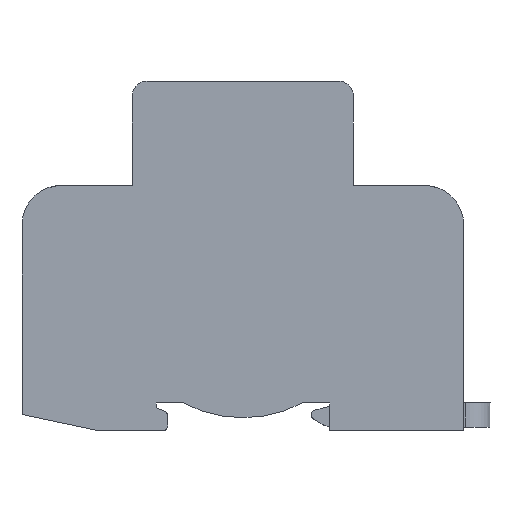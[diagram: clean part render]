
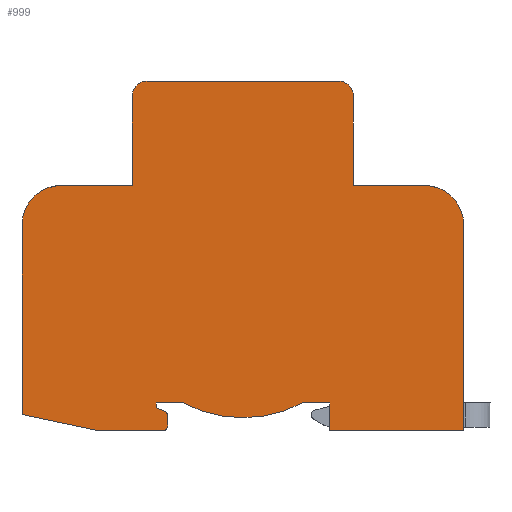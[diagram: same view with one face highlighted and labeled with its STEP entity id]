
A CAD part, left-side view. The second image highlights one B-rep face of the part: STEP entity #999.
In plain terms, the highlighted planar face has unit normal (-1, 0, 0).
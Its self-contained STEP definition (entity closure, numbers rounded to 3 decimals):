
#827=AXIS2_PLACEMENT_3D('Plane Axis2P3D',#824,#825,#826) ;
#840=AXIS2_PLACEMENT_3D('Circle Axis2P3D',#838,#839,$) ;
#861=AXIS2_PLACEMENT_3D('Circle Axis2P3D',#859,#860,$) ;
#875=AXIS2_PLACEMENT_3D('Circle Axis2P3D',#873,#874,$) ;
#896=AXIS2_PLACEMENT_3D('Circle Axis2P3D',#894,#895,$) ;
#924=AXIS2_PLACEMENT_3D('Circle Axis2P3D',#922,#923,$) ;
#938=AXIS2_PLACEMENT_3D('Circle Axis2P3D',#936,#937,$) ;
#966=AXIS2_PLACEMENT_3D('Circle Axis2P3D',#964,#965,$) ;
#289=CARTESIAN_POINT('Vertex',(0.,32.7,5.7)) ;
#292=CARTESIAN_POINT('Line Origine',(0.,35.463,5.7)) ;
#296=CARTESIAN_POINT('Vertex',(0.,38.226,5.7)) ;
#808=CARTESIAN_POINT('Vertex',(0.,32.7,0.)) ;
#811=CARTESIAN_POINT('Line Origine',(0.,32.7,2.85)) ;
#824=CARTESIAN_POINT('Axis2P3D Location',(0.,50.35,0.)) ;
#829=CARTESIAN_POINT('Line Origine',(0.,5.35,21.)) ;
#833=CARTESIAN_POINT('Vertex',(0.,5.35,0.)) ;
#835=CARTESIAN_POINT('Vertex',(0.,5.35,42.)) ;
#838=CARTESIAN_POINT('Axis2P3D Location',(0.,13.35,42.)) ;
#842=CARTESIAN_POINT('Vertex',(0.,13.35,50.)) ;
#845=CARTESIAN_POINT('Line Origine',(0.,20.6,50.)) ;
#849=CARTESIAN_POINT('Vertex',(0.,27.85,50.)) ;
#852=CARTESIAN_POINT('Line Origine',(0.,27.85,59.144)) ;
#856=CARTESIAN_POINT('Vertex',(0.,27.85,68.287)) ;
#859=CARTESIAN_POINT('Axis2P3D Location',(0.,30.85,68.287)) ;
#863=CARTESIAN_POINT('Vertex',(0.,30.85,71.287)) ;
#866=CARTESIAN_POINT('Line Origine',(0.,50.35,71.287)) ;
#870=CARTESIAN_POINT('Vertex',(0.,69.85,71.287)) ;
#873=CARTESIAN_POINT('Axis2P3D Location',(0.,69.85,68.287)) ;
#877=CARTESIAN_POINT('Vertex',(0.,72.85,68.287)) ;
#880=CARTESIAN_POINT('Line Origine',(0.,72.85,59.144)) ;
#884=CARTESIAN_POINT('Vertex',(0.,72.85,50.)) ;
#887=CARTESIAN_POINT('Line Origine',(0.,80.1,50.)) ;
#891=CARTESIAN_POINT('Vertex',(0.,87.35,50.)) ;
#894=CARTESIAN_POINT('Axis2P3D Location',(0.,87.35,42.)) ;
#898=CARTESIAN_POINT('Vertex',(0.,95.35,42.)) ;
#901=CARTESIAN_POINT('Line Origine',(0.,95.35,22.669)) ;
#905=CARTESIAN_POINT('Vertex',(0.,95.35,3.337)) ;
#908=CARTESIAN_POINT('Line Origine',(0.,87.5,1.669)) ;
#912=CARTESIAN_POINT('Vertex',(0.,79.65,0.)) ;
#915=CARTESIAN_POINT('Line Origine',(0.,73.175,0.)) ;
#919=CARTESIAN_POINT('Vertex',(0.,66.7,0.)) ;
#922=CARTESIAN_POINT('Axis2P3D Location',(0.,66.7,1.)) ;
#926=CARTESIAN_POINT('Vertex',(0.,65.7,1.)) ;
#929=CARTESIAN_POINT('Line Origine',(0.,65.7,2.059)) ;
#933=CARTESIAN_POINT('Vertex',(0.,65.7,3.117)) ;
#936=CARTESIAN_POINT('Axis2P3D Location',(0.,66.7,3.117)) ;
#940=CARTESIAN_POINT('Vertex',(0.,66.336,4.049)) ;
#943=CARTESIAN_POINT('Line Origine',(0.,67.168,4.374)) ;
#947=CARTESIAN_POINT('Vertex',(0.,68.,4.7)) ;
#950=CARTESIAN_POINT('Line Origine',(0.,68.,5.2)) ;
#954=CARTESIAN_POINT('Vertex',(0.,68.,5.7)) ;
#957=CARTESIAN_POINT('Line Origine',(0.,65.237,5.7)) ;
#961=CARTESIAN_POINT('Vertex',(0.,62.474,5.7)) ;
#964=CARTESIAN_POINT('Axis2P3D Location',(0.,50.35,28.7)) ;
#969=CARTESIAN_POINT('Line Origine',(0.,19.025,0.)) ;
#293=DIRECTION('Vector Direction',(0.,1.,0.)) ;
#812=DIRECTION('Vector Direction',(0.,0.,-1.)) ;
#825=DIRECTION('Axis2P3D Direction',(-1.,0.,0.)) ;
#826=DIRECTION('Axis2P3D XDirection',(0.,-1.,0.)) ;
#830=DIRECTION('Vector Direction',(0.,0.,1.)) ;
#839=DIRECTION('Axis2P3D Direction',(-1.,0.,0.)) ;
#846=DIRECTION('Vector Direction',(0.,1.,0.)) ;
#853=DIRECTION('Vector Direction',(0.,0.,1.)) ;
#860=DIRECTION('Axis2P3D Direction',(-1.,0.,0.)) ;
#867=DIRECTION('Vector Direction',(0.,1.,0.)) ;
#874=DIRECTION('Axis2P3D Direction',(-1.,0.,0.)) ;
#881=DIRECTION('Vector Direction',(0.,0.,1.)) ;
#888=DIRECTION('Vector Direction',(0.,1.,0.)) ;
#895=DIRECTION('Axis2P3D Direction',(-1.,0.,0.)) ;
#902=DIRECTION('Vector Direction',(0.,0.,-1.)) ;
#909=DIRECTION('Vector Direction',(0.,-0.978,-0.208)) ;
#916=DIRECTION('Vector Direction',(0.,1.,0.)) ;
#923=DIRECTION('Axis2P3D Direction',(-1.,0.,0.)) ;
#930=DIRECTION('Vector Direction',(0.,0.,-1.)) ;
#937=DIRECTION('Axis2P3D Direction',(-1.,0.,0.)) ;
#944=DIRECTION('Vector Direction',(0.,-0.931,-0.364)) ;
#951=DIRECTION('Vector Direction',(0.,0.,1.)) ;
#958=DIRECTION('Vector Direction',(0.,1.,0.)) ;
#965=DIRECTION('Axis2P3D Direction',(-1.,0.,0.)) ;
#970=DIRECTION('Vector Direction',(0.,1.,0.)) ;
#294=VECTOR('Line Direction',#293,1.) ;
#813=VECTOR('Line Direction',#812,1.) ;
#831=VECTOR('Line Direction',#830,1.) ;
#847=VECTOR('Line Direction',#846,1.) ;
#854=VECTOR('Line Direction',#853,1.) ;
#868=VECTOR('Line Direction',#867,1.) ;
#882=VECTOR('Line Direction',#881,1.) ;
#889=VECTOR('Line Direction',#888,1.) ;
#903=VECTOR('Line Direction',#902,1.) ;
#910=VECTOR('Line Direction',#909,1.) ;
#917=VECTOR('Line Direction',#916,1.) ;
#931=VECTOR('Line Direction',#930,1.) ;
#945=VECTOR('Line Direction',#944,1.) ;
#952=VECTOR('Line Direction',#951,1.) ;
#959=VECTOR('Line Direction',#958,1.) ;
#971=VECTOR('Line Direction',#970,1.) ;
#975=ORIENTED_EDGE('',*,*,#837,.T.) ;
#976=ORIENTED_EDGE('',*,*,#844,.T.) ;
#977=ORIENTED_EDGE('',*,*,#851,.T.) ;
#978=ORIENTED_EDGE('',*,*,#858,.T.) ;
#979=ORIENTED_EDGE('',*,*,#865,.T.) ;
#980=ORIENTED_EDGE('',*,*,#872,.T.) ;
#981=ORIENTED_EDGE('',*,*,#879,.T.) ;
#982=ORIENTED_EDGE('',*,*,#886,.F.) ;
#983=ORIENTED_EDGE('',*,*,#893,.T.) ;
#984=ORIENTED_EDGE('',*,*,#900,.F.) ;
#985=ORIENTED_EDGE('',*,*,#907,.T.) ;
#986=ORIENTED_EDGE('',*,*,#914,.T.) ;
#987=ORIENTED_EDGE('',*,*,#921,.F.) ;
#988=ORIENTED_EDGE('',*,*,#928,.T.) ;
#989=ORIENTED_EDGE('',*,*,#935,.T.) ;
#990=ORIENTED_EDGE('',*,*,#942,.T.) ;
#991=ORIENTED_EDGE('',*,*,#949,.F.) ;
#992=ORIENTED_EDGE('',*,*,#956,.T.) ;
#993=ORIENTED_EDGE('',*,*,#963,.T.) ;
#994=ORIENTED_EDGE('',*,*,#968,.T.) ;
#995=ORIENTED_EDGE('',*,*,#298,.T.) ;
#996=ORIENTED_EDGE('',*,*,#815,.T.) ;
#997=ORIENTED_EDGE('',*,*,#973,.T.) ;
#999=ADVANCED_FACE('\X2\00DC\X0\BERSPANNUNGSSCHUTZ',(#998),#828,.T.) ;
#841=CIRCLE('generated circle',#840,8.) ;
#862=CIRCLE('generated circle',#861,3.) ;
#876=CIRCLE('generated circle',#875,3.) ;
#897=CIRCLE('generated circle',#896,8.) ;
#925=CIRCLE('generated circle',#924,1.) ;
#939=CIRCLE('generated circle',#938,1.) ;
#967=CIRCLE('generated circle',#966,26.) ;
#298=EDGE_CURVE('',#297,#290,#295,.F.) ;
#815=EDGE_CURVE('',#290,#809,#814,.T.) ;
#837=EDGE_CURVE('',#834,#836,#832,.T.) ;
#844=EDGE_CURVE('',#836,#843,#841,.T.) ;
#851=EDGE_CURVE('',#843,#850,#848,.T.) ;
#858=EDGE_CURVE('',#850,#857,#855,.T.) ;
#865=EDGE_CURVE('',#857,#864,#862,.T.) ;
#872=EDGE_CURVE('',#864,#871,#869,.T.) ;
#879=EDGE_CURVE('',#871,#878,#876,.T.) ;
#886=EDGE_CURVE('',#885,#878,#883,.T.) ;
#893=EDGE_CURVE('',#885,#892,#890,.T.) ;
#900=EDGE_CURVE('',#899,#892,#897,.F.) ;
#907=EDGE_CURVE('',#899,#906,#904,.T.) ;
#914=EDGE_CURVE('',#906,#913,#911,.T.) ;
#921=EDGE_CURVE('',#920,#913,#918,.T.) ;
#928=EDGE_CURVE('',#920,#927,#925,.T.) ;
#935=EDGE_CURVE('',#927,#934,#932,.F.) ;
#942=EDGE_CURVE('',#934,#941,#939,.T.) ;
#949=EDGE_CURVE('',#948,#941,#946,.T.) ;
#956=EDGE_CURVE('',#948,#955,#953,.T.) ;
#963=EDGE_CURVE('',#955,#962,#960,.F.) ;
#968=EDGE_CURVE('',#962,#297,#967,.T.) ;
#973=EDGE_CURVE('',#809,#834,#972,.F.) ;
#974=EDGE_LOOP('',(#975,#976,#977,#978,#979,#980,#981,#982,#983,#984,#985,#986,#987,#988,#989,#990,#991,#992,#993,#994,#995,#996,#997)) ;
#998=FACE_OUTER_BOUND('',#974,.T.) ;
#295=LINE('Line',#292,#294) ;
#814=LINE('Line',#811,#813) ;
#832=LINE('Line',#829,#831) ;
#848=LINE('Line',#845,#847) ;
#855=LINE('Line',#852,#854) ;
#869=LINE('Line',#866,#868) ;
#883=LINE('Line',#880,#882) ;
#890=LINE('Line',#887,#889) ;
#904=LINE('Line',#901,#903) ;
#911=LINE('Line',#908,#910) ;
#918=LINE('Line',#915,#917) ;
#932=LINE('Line',#929,#931) ;
#946=LINE('Line',#943,#945) ;
#953=LINE('Line',#950,#952) ;
#960=LINE('Line',#957,#959) ;
#972=LINE('Line',#969,#971) ;
#828=PLANE('',#827) ;
#290=VERTEX_POINT('',#289) ;
#297=VERTEX_POINT('',#296) ;
#809=VERTEX_POINT('',#808) ;
#834=VERTEX_POINT('',#833) ;
#836=VERTEX_POINT('',#835) ;
#843=VERTEX_POINT('',#842) ;
#850=VERTEX_POINT('',#849) ;
#857=VERTEX_POINT('',#856) ;
#864=VERTEX_POINT('',#863) ;
#871=VERTEX_POINT('',#870) ;
#878=VERTEX_POINT('',#877) ;
#885=VERTEX_POINT('',#884) ;
#892=VERTEX_POINT('',#891) ;
#899=VERTEX_POINT('',#898) ;
#906=VERTEX_POINT('',#905) ;
#913=VERTEX_POINT('',#912) ;
#920=VERTEX_POINT('',#919) ;
#927=VERTEX_POINT('',#926) ;
#934=VERTEX_POINT('',#933) ;
#941=VERTEX_POINT('',#940) ;
#948=VERTEX_POINT('',#947) ;
#955=VERTEX_POINT('',#954) ;
#962=VERTEX_POINT('',#961) ;
